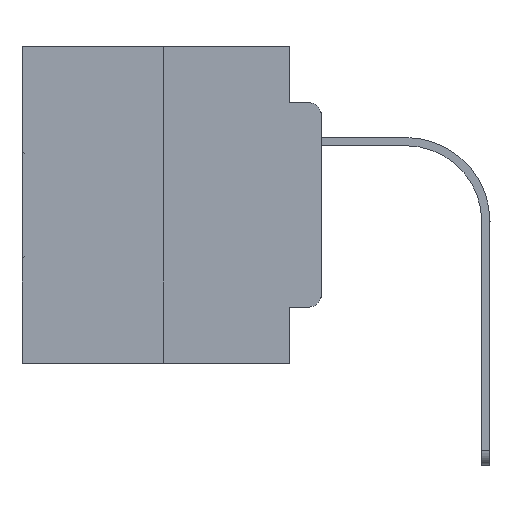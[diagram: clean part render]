
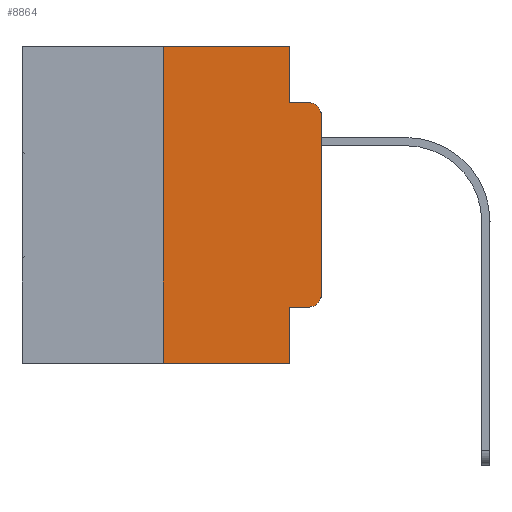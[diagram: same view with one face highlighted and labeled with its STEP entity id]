
A CAD part, left-side view. The second image highlights one B-rep face of the part: STEP entity #8864.
In plain terms, the highlighted planar face has unit normal (-1, 0, 0).
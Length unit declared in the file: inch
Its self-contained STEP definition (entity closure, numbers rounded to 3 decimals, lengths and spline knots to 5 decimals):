
#106 = EDGE_CURVE ( 'NONE', #18790, #22127, #4537, .T. ) ;
#791 = CIRCLE ( 'NONE', #10556, 0.02 ) ;
#827 = CARTESIAN_POINT ( 'NONE',  ( 0., 0.473, 0. ) ) ;
#974 = EDGE_CURVE ( 'NONE', #3749, #21559, #28352, .T. ) ;
#1148 = DIRECTION ( 'NONE',  ( 0., -1., 0. ) ) ;
#1810 = VECTOR ( 'NONE', #19568, 39.37008 ) ;
#2022 = VECTOR ( 'NONE', #8026, 39.37008 ) ;
#2447 = DIRECTION ( 'NONE',  ( -1., 0., 0. ) ) ;
#2725 = DIRECTION ( 'NONE',  ( 0., 0., 1. ) ) ;
#2745 = CARTESIAN_POINT ( 'NONE',  ( 0., 0.473, 0. ) ) ;
#3540 = CARTESIAN_POINT ( 'NONE',  ( 0., 0.051, 0. ) ) ;
#3563 = DIRECTION ( 'NONE',  ( 0., 0., -1. ) ) ;
#3579 = ORIENTED_EDGE ( 'NONE', *, *, #3814, .F. ) ;
#3749 = VERTEX_POINT ( 'NONE', #26894 ) ;
#3814 = EDGE_CURVE ( 'NONE', #27316, #8406, #12183, .T. ) ;
#4259 = CARTESIAN_POINT ( 'NONE',  ( 0., 0.051, -0.0885 ) ) ;
#4537 = LINE ( 'NONE', #4259, #1810 ) ;
#5401 = ORIENTED_EDGE ( 'NONE', *, *, #13720, .F. ) ;
#5419 = CARTESIAN_POINT ( 'NONE',  ( 0., 0.051, -0.4115 ) ) ;
#5583 = CARTESIAN_POINT ( 'NONE',  ( 0., 0.051, 0. ) ) ;
#6376 = CARTESIAN_POINT ( 'NONE',  ( 0., 0., 0. ) ) ;
#7454 = EDGE_LOOP ( 'NONE', ( #14954, #10423, #19630, #10002, #3579, #19970, #18147, #5401, #21557, #27000 ) ) ;
#7506 = DIRECTION ( 'NONE',  ( 0., -1., 0. ) ) ;
#8026 = DIRECTION ( 'NONE',  ( 0., -1., 0. ) ) ;
#8285 = CARTESIAN_POINT ( 'NONE',  ( 0., 0.051, -0.0885 ) ) ;
#8406 = VERTEX_POINT ( 'NONE', #18354 ) ;
#8864 = ADVANCED_FACE ( 'NONE', ( #15706 ), #18184, .F. ) ;
#9378 = EDGE_CURVE ( 'NONE', #20150, #27316, #13779, .T. ) ;
#9418 = DIRECTION ( 'NONE',  ( 0., 0., 1. ) ) ;
#9810 = VERTEX_POINT ( 'NONE', #5419 ) ;
#10002 = ORIENTED_EDGE ( 'NONE', *, *, #20132, .F. ) ;
#10030 = CARTESIAN_POINT ( 'NONE',  ( 0., 0., -0.3915 ) ) ;
#10062 = DIRECTION ( 'NONE',  ( 0., 0., -1. ) ) ;
#10335 = CARTESIAN_POINT ( 'NONE',  ( 0., 0.25, 0. ) ) ;
#10423 = ORIENTED_EDGE ( 'NONE', *, *, #25313, .T. ) ;
#10556 = AXIS2_PLACEMENT_3D ( 'NONE', #24945, #11569, #24663 ) ;
#11569 = DIRECTION ( 'NONE',  ( -1., 0., 0. ) ) ;
#12183 = LINE ( 'NONE', #827, #14000 ) ;
#12368 = CARTESIAN_POINT ( 'NONE',  ( 0., 0.473, -0.5 ) ) ;
#13236 = CARTESIAN_POINT ( 'NONE',  ( 0., 0.02, -0.3915 ) ) ;
#13238 = CARTESIAN_POINT ( 'NONE',  ( 0., 0., -0.1085 ) ) ;
#13412 = VECTOR ( 'NONE', #10062, 39.37008 ) ;
#13522 = DIRECTION ( 'NONE',  ( 1., 0., 0. ) ) ;
#13720 = EDGE_CURVE ( 'NONE', #9810, #27404, #21457, .T. ) ;
#13779 = LINE ( 'NONE', #22659, #22479 ) ;
#14000 = VECTOR ( 'NONE', #7506, 39.37008 ) ;
#14092 = EDGE_CURVE ( 'NONE', #9810, #3749, #25644, .T. ) ;
#14954 = ORIENTED_EDGE ( 'NONE', *, *, #25633, .T. ) ;
#15568 = CARTESIAN_POINT ( 'NONE',  ( 0., 0.051, -0.5 ) ) ;
#15706 = FACE_OUTER_BOUND ( 'NONE', #7454, .T. ) ;
#16144 = DIRECTION ( 'NONE',  ( 0., 0., -1. ) ) ;
#17156 = VERTEX_POINT ( 'NONE', #13238 ) ;
#17357 = EDGE_CURVE ( 'NONE', #20150, #27404, #27794, .T. ) ;
#17464 = LINE ( 'NONE', #6376, #19873 ) ;
#18147 = ORIENTED_EDGE ( 'NONE', *, *, #17357, .T. ) ;
#18184 = PLANE ( 'NONE',  #23851 ) ;
#18354 = CARTESIAN_POINT ( 'NONE',  ( 0., 0.051, 0. ) ) ;
#18790 = VERTEX_POINT ( 'NONE', #8285 ) ;
#19568 = DIRECTION ( 'NONE',  ( 0., -1., 0. ) ) ;
#19630 = ORIENTED_EDGE ( 'NONE', *, *, #106, .F. ) ;
#19873 = VECTOR ( 'NONE', #9418, 39.37008 ) ;
#19970 = ORIENTED_EDGE ( 'NONE', *, *, #9378, .F. ) ;
#20132 = EDGE_CURVE ( 'NONE', #8406, #18790, #26081, .T. ) ;
#20150 = VERTEX_POINT ( 'NONE', #24041 ) ;
#21457 = LINE ( 'NONE', #5583, #23378 ) ;
#21557 = ORIENTED_EDGE ( 'NONE', *, *, #14092, .T. ) ;
#21559 = VERTEX_POINT ( 'NONE', #10030 ) ;
#22127 = VERTEX_POINT ( 'NONE', #28767 ) ;
#22253 = DIRECTION ( 'NONE',  ( 0., 0., -1. ) ) ;
#22479 = VECTOR ( 'NONE', #2725, 39.37008 ) ;
#22659 = CARTESIAN_POINT ( 'NONE',  ( 0., 0.25, 0. ) ) ;
#23102 = VECTOR ( 'NONE', #1148, 39.37008 ) ;
#23378 = VECTOR ( 'NONE', #3563, 39.37008 ) ;
#23851 = AXIS2_PLACEMENT_3D ( 'NONE', #2745, #13522, #22253 ) ;
#24041 = CARTESIAN_POINT ( 'NONE',  ( 0., 0.25, -0.5 ) ) ;
#24663 = DIRECTION ( 'NONE',  ( 0., 0., -1. ) ) ;
#24945 = CARTESIAN_POINT ( 'NONE',  ( 0., 0.02, -0.1085 ) ) ;
#25095 = AXIS2_PLACEMENT_3D ( 'NONE', #13236, #2447, #16144 ) ;
#25313 = EDGE_CURVE ( 'NONE', #17156, #22127, #791, .T. ) ;
#25633 = EDGE_CURVE ( 'NONE', #21559, #17156, #17464, .T. ) ;
#25644 = LINE ( 'NONE', #27670, #2022 ) ;
#26081 = LINE ( 'NONE', #3540, #13412 ) ;
#26894 = CARTESIAN_POINT ( 'NONE',  ( 0., 0.02, -0.4115 ) ) ;
#27000 = ORIENTED_EDGE ( 'NONE', *, *, #974, .T. ) ;
#27316 = VERTEX_POINT ( 'NONE', #10335 ) ;
#27404 = VERTEX_POINT ( 'NONE', #15568 ) ;
#27670 = CARTESIAN_POINT ( 'NONE',  ( 0., 0.051, -0.4115 ) ) ;
#27794 = LINE ( 'NONE', #12368, #23102 ) ;
#28352 = CIRCLE ( 'NONE', #25095, 0.02 ) ;
#28767 = CARTESIAN_POINT ( 'NONE',  ( 0., 0.02, -0.0885 ) ) ;
